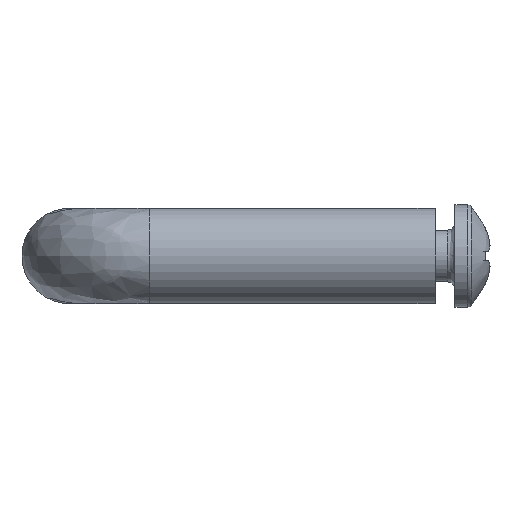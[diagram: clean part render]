
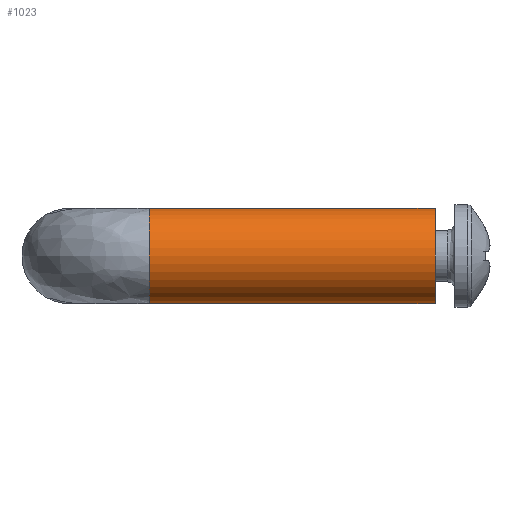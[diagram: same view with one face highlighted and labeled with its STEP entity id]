
A CAD part, left-side view. The second image highlights one B-rep face of the part: STEP entity #1023.
In plain terms, the highlighted cylindrical face has radius 3.81 mm (diameter 7.62 mm), a full revolution.
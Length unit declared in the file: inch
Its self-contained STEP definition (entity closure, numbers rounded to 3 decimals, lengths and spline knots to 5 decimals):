
#187 = CARTESIAN_POINT ( 'NONE',  ( -2., -0.25, 0. ) ) ;
#210 = CARTESIAN_POINT ( 'NONE',  ( -2.15, -0.25, 0. ) ) ;
#316 = CARTESIAN_POINT ( 'NONE',  ( -2., -0.25, 0. ) ) ;
#512 = CARTESIAN_POINT ( 'NONE',  ( -2., -1.15, 0. ) ) ;
#563 = CIRCLE ( 'NONE', #2189, 0.15 ) ;
#877 = DIRECTION ( 'NONE',  ( 0., 1., 0. ) ) ;
#900 = AXIS2_PLACEMENT_3D ( 'NONE', #316, #4354, #5251 ) ;
#1023 = ADVANCED_FACE ( 'NONE', ( #3917, #2694 ), #4748, .T. ) ;
#1033 = VERTEX_POINT ( 'NONE', #210 ) ;
#1138 = CIRCLE ( 'NONE', #2770, 0.15 ) ;
#1211 = ORIENTED_EDGE ( 'NONE', *, *, #3153, .F. ) ;
#1411 = VERTEX_POINT ( 'NONE', #5083 ) ;
#1745 = DIRECTION ( 'NONE',  ( 0., 0., -1. ) ) ;
#1783 = DIRECTION ( 'NONE',  ( 0., 1., 0. ) ) ;
#2189 = AXIS2_PLACEMENT_3D ( 'NONE', #187, #1783, #4334 ) ;
#2408 = EDGE_CURVE ( 'NONE', #1411, #1411, #1138, .T. ) ;
#2694 = FACE_OUTER_BOUND ( 'NONE', #5274, .T. ) ;
#2769 = EDGE_LOOP ( 'NONE', ( #4966 ) ) ;
#2770 = AXIS2_PLACEMENT_3D ( 'NONE', #512, #877, #1745 ) ;
#3153 = EDGE_CURVE ( 'NONE', #1033, #1033, #563, .T. ) ;
#3917 = FACE_OUTER_BOUND ( 'NONE', #2769, .T. ) ;
#4334 = DIRECTION ( 'NONE',  ( -1., 0., 0. ) ) ;
#4354 = DIRECTION ( 'NONE',  ( 0., -1., 0. ) ) ;
#4748 = CYLINDRICAL_SURFACE ( 'NONE', #900, 0.15 ) ;
#4966 = ORIENTED_EDGE ( 'NONE', *, *, #2408, .T. ) ;
#5083 = CARTESIAN_POINT ( 'NONE',  ( -2., -1.15, -0.15 ) ) ;
#5251 = DIRECTION ( 'NONE',  ( 0., 0., -1. ) ) ;
#5274 = EDGE_LOOP ( 'NONE', ( #1211 ) ) ;
